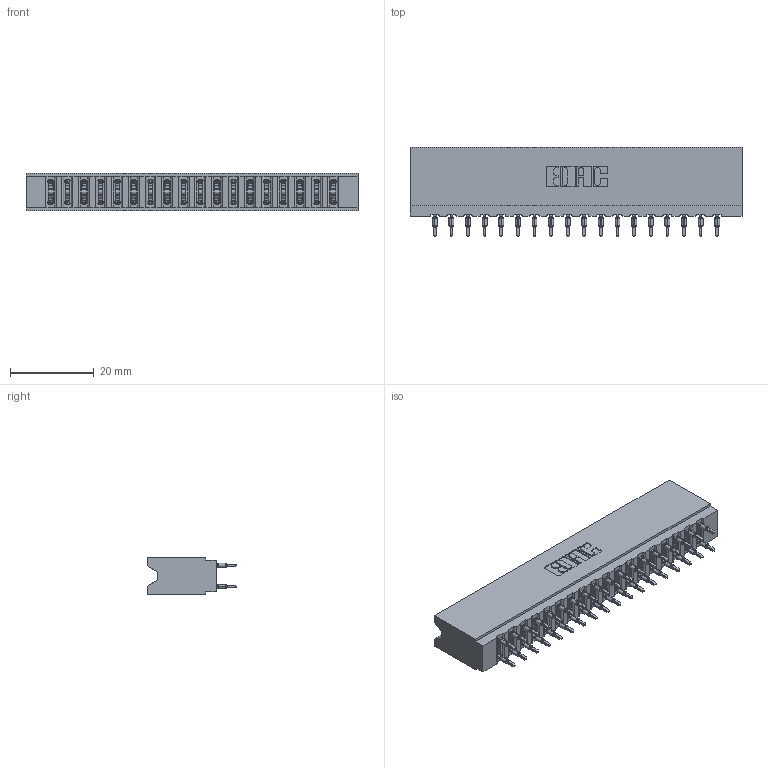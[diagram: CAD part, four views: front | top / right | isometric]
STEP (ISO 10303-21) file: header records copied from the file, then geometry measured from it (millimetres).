
FILE_DESCRIPTION (( 'STEP AP203' ), '1' );
FILE_NAME ('737-036-560-206.STEP', '2026-03-05T22:43:11', ( '' ), ( '' ), 'SwSTEP 2.0', 'SolidWorks 2023', '' );
FILE_SCHEMA (( 'CONFIG_CONTROL_DESIGN' ));
Length unit declared in the file: millimetre
Products named in the file (3): 737 Part_Insulator Option - 06; 745-292-001_560; 737-036-560-206
Assembly tree (37 placements, depth 2):
  737-036-560-206
    737 Part_Insulator Option - 06
    745-292-001_560  x36
Bounding box: 79.2 x 21.22 x 8.89 mm (x, y, z)
Volume: 8032.2 mm3; surface area: 12151 mm2
Topology: 37 solids, 37 shells, 3659 faces, 10013 edges, 6362 vertices
Faces by surface type: plane 1909, cylinder 814, bspline 720, torus 216
Entity records: 34484 total; most frequent: CARTESIAN_POINT 6498, ORIENTED_EDGE 5886, DIRECTION 5163, EDGE_CURVE 2943, VECTOR 2645, LINE 2645, VERTEX_POINT 1882, AXIS2_PLACEMENT_3D 1259
